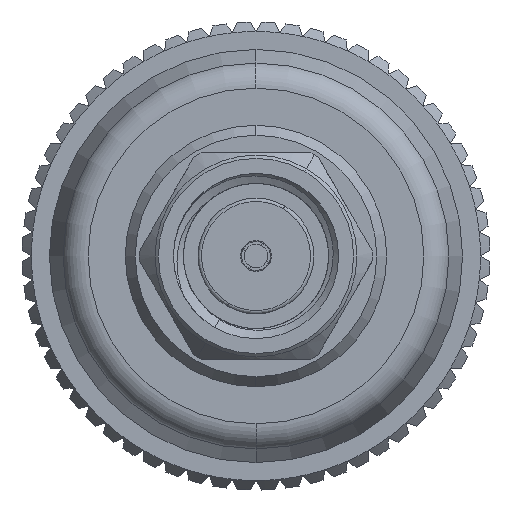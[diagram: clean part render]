
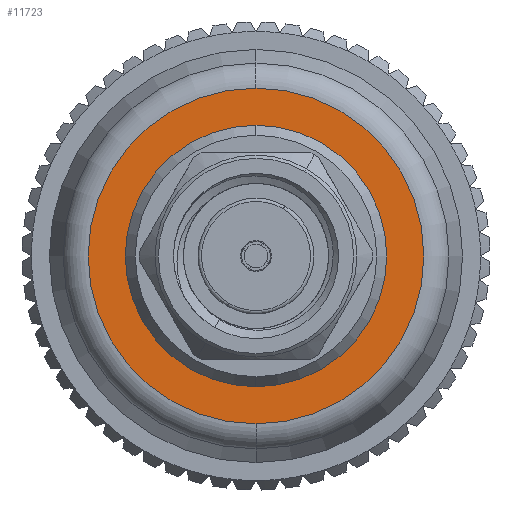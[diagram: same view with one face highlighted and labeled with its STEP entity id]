
A CAD part, left-side view. The second image highlights one B-rep face of the part: STEP entity #11723.
In plain terms, the highlighted planar face has unit normal (-1, 0, 0).
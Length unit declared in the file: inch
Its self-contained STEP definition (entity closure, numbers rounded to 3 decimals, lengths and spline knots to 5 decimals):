
#309 = DIRECTION ( 'NONE',  ( 1., 0., 0. ) ) ;
#712 = FACE_BOUND ( 'NONE', #3244, .T. ) ;
#1683 = VERTEX_POINT ( 'NONE', #5445 ) ;
#2594 = VERTEX_POINT ( 'NONE', #8280 ) ;
#2816 = CARTESIAN_POINT ( 'NONE',  ( 0.53561, 0., 0. ) ) ;
#3244 = EDGE_LOOP ( 'NONE', ( #5121, #9841 ) ) ;
#3599 = ORIENTED_EDGE ( 'NONE', *, *, #18546, .F. ) ;
#4719 = AXIS2_PLACEMENT_3D ( 'NONE', #12506, #8207, #14304 ) ;
#5121 = ORIENTED_EDGE ( 'NONE', *, *, #17294, .T. ) ;
#5300 = FACE_OUTER_BOUND ( 'NONE', #6655, .T. ) ;
#5408 = DIRECTION ( 'NONE',  ( 1., 0., 0. ) ) ;
#5445 = CARTESIAN_POINT ( 'NONE',  ( 0.53561, 0., -0.19792 ) ) ;
#6391 = CARTESIAN_POINT ( 'NONE',  ( 0.53561, 0., 0. ) ) ;
#6397 = DIRECTION ( 'NONE',  ( 0., 0., -1. ) ) ;
#6655 = EDGE_LOOP ( 'NONE', ( #11947, #3599 ) ) ;
#6698 = CARTESIAN_POINT ( 'NONE',  ( 0.53561, 0., 0. ) ) ;
#7299 = AXIS2_PLACEMENT_3D ( 'NONE', #6391, #11388, #8480 ) ;
#8207 = DIRECTION ( 'NONE',  ( -1., 0., 0. ) ) ;
#8280 = CARTESIAN_POINT ( 'NONE',  ( 0.53561, 0., -0.25411 ) ) ;
#8480 = DIRECTION ( 'NONE',  ( 0., 0., -1. ) ) ;
#8535 = CIRCLE ( 'NONE', #7299, 0.19792 ) ;
#9841 = ORIENTED_EDGE ( 'NONE', *, *, #12946, .T. ) ;
#10052 = CARTESIAN_POINT ( 'NONE',  ( 0.53561, 0., 0.19792 ) ) ;
#10280 = AXIS2_PLACEMENT_3D ( 'NONE', #2816, #12306, #16499 ) ;
#10526 = AXIS2_PLACEMENT_3D ( 'NONE', #6698, #309, #6397 ) ;
#11021 = PLANE ( 'NONE',  #4719 ) ;
#11388 = DIRECTION ( 'NONE',  ( 1., 0., 0. ) ) ;
#11520 = DIRECTION ( 'NONE',  ( 0., 0., -1. ) ) ;
#11723 = ADVANCED_FACE ( 'NONE', ( #712, #5300 ), #11021, .T. ) ;
#11947 = ORIENTED_EDGE ( 'NONE', *, *, #15217, .F. ) ;
#12056 = VERTEX_POINT ( 'NONE', #17167 ) ;
#12306 = DIRECTION ( 'NONE',  ( 1., 0., 0. ) ) ;
#12506 = CARTESIAN_POINT ( 'NONE',  ( 0.53561, 0.19792, 0. ) ) ;
#12946 = EDGE_CURVE ( 'NONE', #18122, #1683, #8535, .T. ) ;
#14304 = DIRECTION ( 'NONE',  ( 0., 0., 1. ) ) ;
#14441 = AXIS2_PLACEMENT_3D ( 'NONE', #16290, #5408, #11520 ) ;
#15217 = EDGE_CURVE ( 'NONE', #2594, #12056, #19119, .T. ) ;
#16290 = CARTESIAN_POINT ( 'NONE',  ( 0.53561, 0., 0. ) ) ;
#16499 = DIRECTION ( 'NONE',  ( 0., 0., -1. ) ) ;
#17167 = CARTESIAN_POINT ( 'NONE',  ( 0.53561, 0., 0.25411 ) ) ;
#17294 = EDGE_CURVE ( 'NONE', #1683, #18122, #19509, .T. ) ;
#18122 = VERTEX_POINT ( 'NONE', #10052 ) ;
#18546 = EDGE_CURVE ( 'NONE', #12056, #2594, #19189, .T. ) ;
#19119 = CIRCLE ( 'NONE', #10526, 0.25411 ) ;
#19189 = CIRCLE ( 'NONE', #14441, 0.25411 ) ;
#19509 = CIRCLE ( 'NONE', #10280, 0.19792 ) ;
